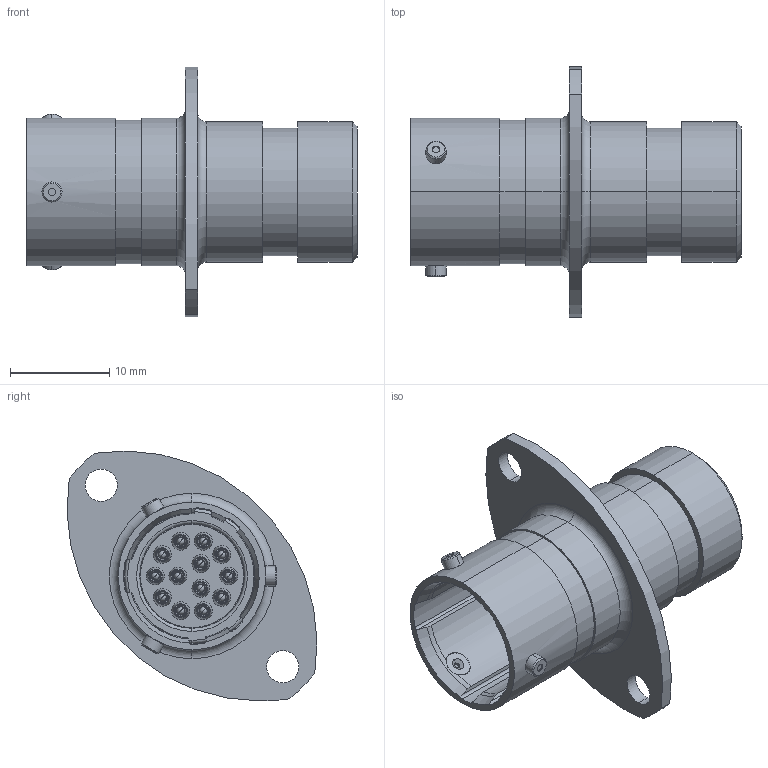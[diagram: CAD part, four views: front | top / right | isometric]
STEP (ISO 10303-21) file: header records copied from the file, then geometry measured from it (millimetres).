
FILE_DESCRIPTION (( 'STEP AP214' ), '1' );
FILE_NAME ('AS010-35PN.STEP', '2013-05-15T10:24:21', ( 'TE Connectivity' ), ( 'TE Connectivity' ), 'SwSTEP 2.0', 'SolidWorks 2011', '' );
FILE_SCHEMA (( 'AUTOMOTIVE_DESIGN' ));
Length unit declared in the file: inch
Products named in the file (1): AS010-35PN
Bounding box: 33.31 x 25.2 x 25.21 mm (x, y, z)
Volume: 3494.6 mm3; surface area: 6192 mm2
Topology: 22 solids, 22 shells, 1048 faces, 2184 edges, 1241 vertices
Faces by surface type: torus 440, cylinder 308, cone 156, plane 128, sphere 16
Entity records: 42239 total; most frequent: DIRECTION 5855, CARTESIAN_POINT 4847, ORIENTED_EDGE 4340, AXIS2_PLACEMENT_3D 2688, EDGE_CURVE 2170, CIRCLE 1639, VERTEX_POINT 1237, EDGE_LOOP 1187
